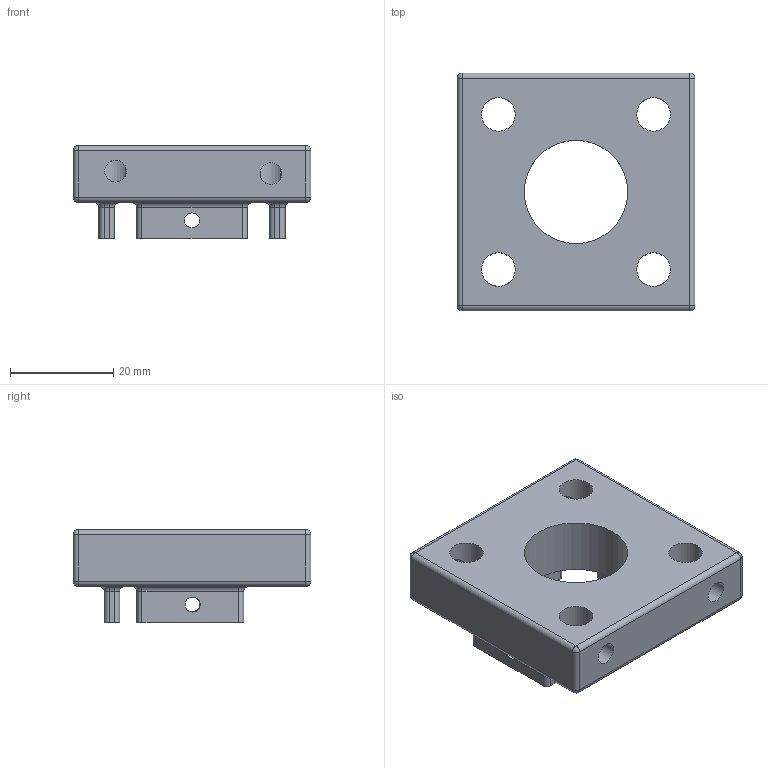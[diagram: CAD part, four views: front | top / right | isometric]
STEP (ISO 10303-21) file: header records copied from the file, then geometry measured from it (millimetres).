
FILE_DESCRIPTION(/* description */ (''),/* implementation_level */ '2;1');
FILE_NAME(/* name */ 'Oxxius_adapter_plate v1.step',/* time_stamp */ '2025-09-25T22:32:45+01:00',/* author */ (''),/* organization */ (''),/* preprocessor_version */ 'ST-DEVELOPER v20.1',/* originating_system */ 'Autodesk Translation Framework v14.17.0.0',/* authorisation */ '');
FILE_SCHEMA (('AUTOMOTIVE_DESIGN { 1 0 10303 214 3 1 1 }'));
Length unit declared in the file: millimetre
Products named in the file (1): Oxxius_adapter_plate
Bounding box: 46 x 46 x 18 mm (x, y, z)
Volume: 19249.3 mm3; surface area: 7874.9 mm2
Topology: 1 solids, 1 shells, 93 faces, 216 edges, 128 vertices
Faces by surface type: cylinder 48, plane 25, torus 12, sphere 8
Full cylindrical faces by diameter (mm): 2.9 x3, 4.234 x4, 6.5 x4, 20 x1
Entity records: 2829 total; most frequent: CARTESIAN_POINT 568, DIRECTION 504, ORIENTED_EDGE 432, EDGE_CURVE 216, AXIS2_PLACEMENT_3D 202, VERTEX_POINT 128, EDGE_LOOP 120, CIRCLE 108
